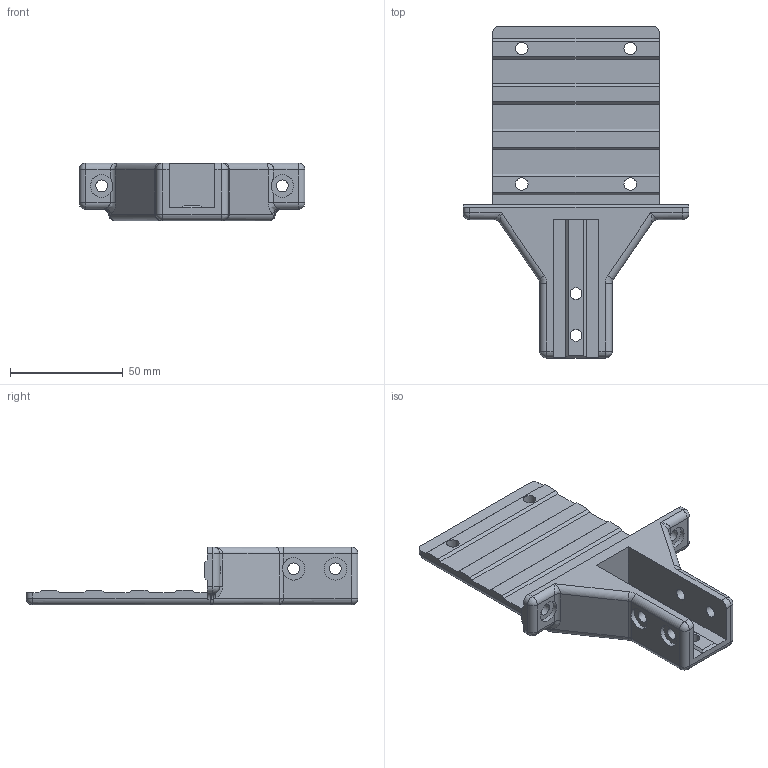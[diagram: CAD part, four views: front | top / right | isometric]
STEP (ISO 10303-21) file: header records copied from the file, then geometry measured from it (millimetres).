
FILE_DESCRIPTION(/* description */ (''),/* implementation_level */ '2;1');
FILE_NAME(/* name */ 'Step''s/1-Side_Support_Bottom_Brace_Squire v4.step',/* time_stamp */ '2019-10-20T16:59:19-04:00',/* author */ (''),/* organization */ (''),/* preprocessor_version */ 'ST-DEVELOPER v18',/* originating_system */ 'Autodesk Translation Framework v8.6.0.1094',/* authorisation */ '');
FILE_SCHEMA (('AUTOMOTIVE_DESIGN { 1 0 10303 214 3 1 1 }'));
Length unit declared in the file: millimetre
Products named in the file (1): 1-Side_Support_Bottom_Brace_Squire
Bounding box: 100 x 147 x 25.6 mm (x, y, z)
Volume: 83387.3 mm3; surface area: 29383.4 mm2
Topology: 1 solids, 1 shells, 143 faces, 343 edges, 206 vertices
Faces by surface type: plane 59, cylinder 58, sphere 12, bspline 10, torus 4
Full cylindrical faces by diameter (mm): 5.2 x6, 5.25 x2, 5.5 x4, 10 x12
Entity records: 4394 total; most frequent: CARTESIAN_POINT 963, DIRECTION 729, ORIENTED_EDGE 678, EDGE_CURVE 339, AXIS2_PLACEMENT_3D 269, VERTEX_POINT 206, LINE 191, VECTOR 191
